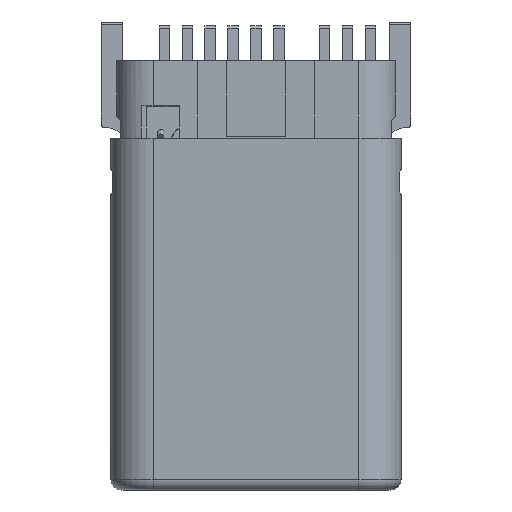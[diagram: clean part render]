
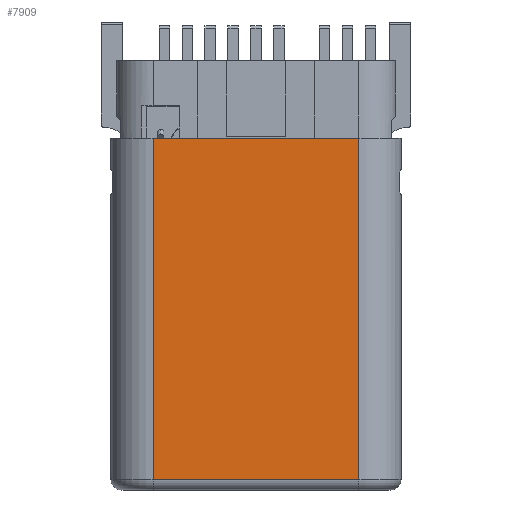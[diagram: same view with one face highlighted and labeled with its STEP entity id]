
A CAD part, front view. The second image highlights one B-rep face of the part: STEP entity #7909.
In plain terms, the highlighted planar face has unit normal (0, -1, 0).
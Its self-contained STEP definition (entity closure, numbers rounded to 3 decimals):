
#1222=DIRECTION('',(0.,0.,1.));
#1223=VECTOR('',#1222,9.7);
#1224=CARTESIAN_POINT('',(2.925,-1.17,-8.76));
#1225=LINE('',#1224,#1223);
#1239=DIRECTION('',(-1.,0.,0.));
#1240=VECTOR('',#1239,5.85);
#1241=CARTESIAN_POINT('',(2.925,-1.17,0.94));
#1242=LINE('',#1241,#1240);
#1444=DIRECTION('',(1.,0.,0.));
#1445=VECTOR('',#1444,5.85);
#1446=CARTESIAN_POINT('',(-2.925,-1.17,-8.76));
#1447=LINE('',#1446,#1445);
#1537=DIRECTION('',(0.,0.,-1.));
#1538=VECTOR('',#1537,9.7);
#1539=CARTESIAN_POINT('',(-2.925,-1.17,0.94));
#1540=LINE('',#1539,#1538);
#5087=CARTESIAN_POINT('',(2.925,-1.17,0.94));
#5088=VERTEX_POINT('',#5087);
#5089=CARTESIAN_POINT('',(-2.925,-1.17,0.94));
#5090=VERTEX_POINT('',#5089);
#5091=CARTESIAN_POINT('',(2.925,-1.17,-8.76));
#5092=VERTEX_POINT('',#5091);
#5134=CARTESIAN_POINT('',(-2.925,-1.17,-8.76));
#5135=VERTEX_POINT('',#5134);
#7896=CARTESIAN_POINT('',(4.125,-1.17,2.44));
#7897=DIRECTION('',(0.,-1.,0.));
#7898=DIRECTION('',(-1.,0.,0.));
#7899=AXIS2_PLACEMENT_3D('',#7896,#7897,#7898);
#7900=PLANE('',#7899);
#7901=ORIENTED_EDGE('',*,*,#7787,.F.);
#7902=ORIENTED_EDGE('',*,*,#7766,.F.);
#7904=ORIENTED_EDGE('',*,*,#7903,.F.);
#7906=ORIENTED_EDGE('',*,*,#7905,.F.);
#7907=EDGE_LOOP('',(#7901,#7902,#7904,#7906));
#7908=FACE_OUTER_BOUND('',#7907,.F.);
#7909=ADVANCED_FACE('',(#7908),#7900,.T.);
#7766=EDGE_CURVE('',#5092,#5088,#1225,.T.);
#7787=EDGE_CURVE('',#5088,#5090,#1242,.T.);
#7903=EDGE_CURVE('',#5135,#5092,#1447,.T.);
#7905=EDGE_CURVE('',#5090,#5135,#1540,.T.);
